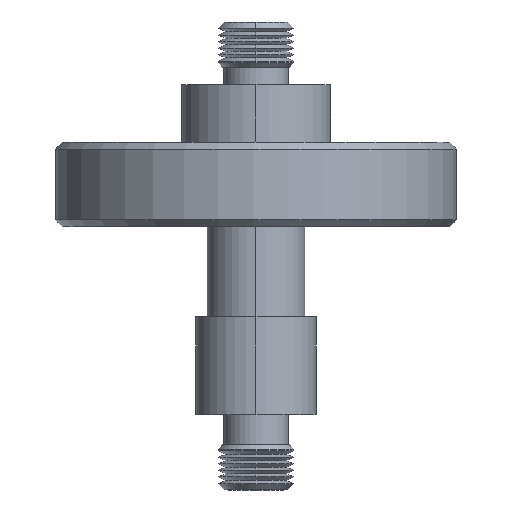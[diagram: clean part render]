
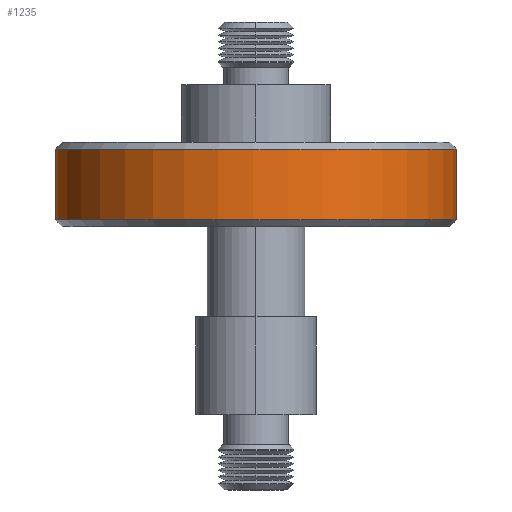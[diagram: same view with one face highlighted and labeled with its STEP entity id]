
A CAD part, left-side view. The second image highlights one B-rep face of the part: STEP entity #1235.
In plain terms, the highlighted cylindrical face has radius 16.891 mm (diameter 33.782 mm), a partial arc.
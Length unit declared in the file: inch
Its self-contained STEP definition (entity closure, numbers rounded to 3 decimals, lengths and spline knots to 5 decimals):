
#278 = EDGE_LOOP ( 'NONE', ( #2640, #2639, #2638, #2637 ) ) ;
#707 = CARTESIAN_POINT ( 'NONE',  ( 0.01051, 0.66492, 0.44563 ) ) ;
#710 = CARTESIAN_POINT ( 'NONE',  ( -0.01051, -0.66492, 0.68037 ) ) ;
#722 = CARTESIAN_POINT ( 'NONE',  ( 0.01051, 0.66492, 0.68037 ) ) ;
#775 = CARTESIAN_POINT ( 'NONE',  ( -0.01051, -0.66492, 0.44563 ) ) ;
#932 = AXIS2_PLACEMENT_3D ( 'NONE', #3445, #3446, #3447 ) ;
#934 = AXIS2_PLACEMENT_3D ( 'NONE', #3442, #3443, #3444 ) ;
#942 = CIRCLE ( 'NONE', #934, 0.665 ) ;
#945 = CIRCLE ( 'NONE', #932, 0.665 ) ;
#1133 = VECTOR ( 'NONE', #3604, 39.37008 ) ;
#1135 = VECTOR ( 'NONE', #3611, 39.37008 ) ;
#1235 = ADVANCED_FACE ( 'NONE', ( #2295 ), #2298, .T. ) ;
#1591 = VERTEX_POINT ( 'NONE', #707 ) ;
#1594 = VERTEX_POINT ( 'NONE', #710 ) ;
#1606 = VERTEX_POINT ( 'NONE', #722 ) ;
#1698 = VERTEX_POINT ( 'NONE', #775 ) ;
#2288 = DIRECTION ( 'NONE',  ( 0., 0., -1. ) ) ;
#2295 = FACE_OUTER_BOUND ( 'NONE', #278, .T. ) ;
#2296 = CARTESIAN_POINT ( 'NONE',  ( 0., 0., 0.203 ) ) ;
#2298 = CYLINDRICAL_SURFACE ( 'NONE', #4826, 0.665 ) ;
#2299 = DIRECTION ( 'NONE',  ( 0.016, 1., 0. ) ) ;
#2637 = ORIENTED_EDGE ( 'NONE', *, *, #5005, .F. ) ;
#2638 = ORIENTED_EDGE ( 'NONE', *, *, #5528, .T. ) ;
#2639 = ORIENTED_EDGE ( 'NONE', *, *, #5006, .T. ) ;
#2640 = ORIENTED_EDGE ( 'NONE', *, *, #5526, .F. ) ;
#3442 = CARTESIAN_POINT ( 'NONE',  ( 0., 0., 0.44563 ) ) ;
#3443 = DIRECTION ( 'NONE',  ( 0., 0., -1. ) ) ;
#3444 = DIRECTION ( 'NONE',  ( 0.016, 1., 0. ) ) ;
#3445 = CARTESIAN_POINT ( 'NONE',  ( 0., 0., 0.68037 ) ) ;
#3446 = DIRECTION ( 'NONE',  ( 0., 0., -1. ) ) ;
#3447 = DIRECTION ( 'NONE',  ( 0.016, 1., 0. ) ) ;
#3596 = CARTESIAN_POINT ( 'NONE',  ( 0.01051, 0.66492, 0.203 ) ) ;
#3602 = LINE ( 'NONE', #3603, #1133 ) ;
#3603 = CARTESIAN_POINT ( 'NONE',  ( -0.01051, -0.66492, 0.203 ) ) ;
#3604 = DIRECTION ( 'NONE',  ( 0., 0., -1. ) ) ;
#3607 = LINE ( 'NONE', #3596, #1135 ) ;
#3611 = DIRECTION ( 'NONE',  ( 0., 0., -1. ) ) ;
#4826 = AXIS2_PLACEMENT_3D ( 'NONE', #2296, #2288, #2299 ) ;
#5005 = EDGE_CURVE ( 'NONE', #1698, #1591, #942, .T. ) ;
#5006 = EDGE_CURVE ( 'NONE', #1594, #1606, #945, .T. ) ;
#5526 = EDGE_CURVE ( 'NONE', #1594, #1698, #3602, .T. ) ;
#5528 = EDGE_CURVE ( 'NONE', #1606, #1591, #3607, .T. ) ;
